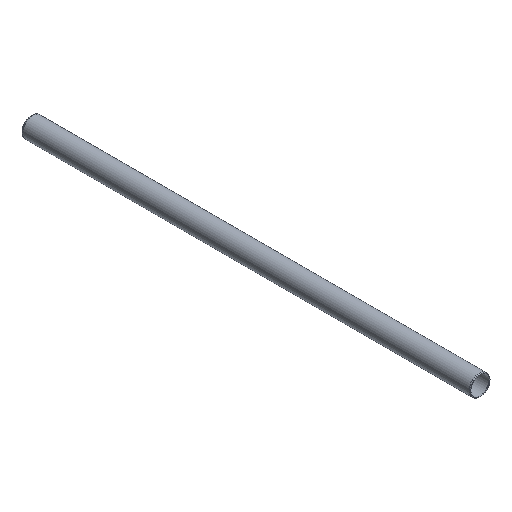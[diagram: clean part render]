
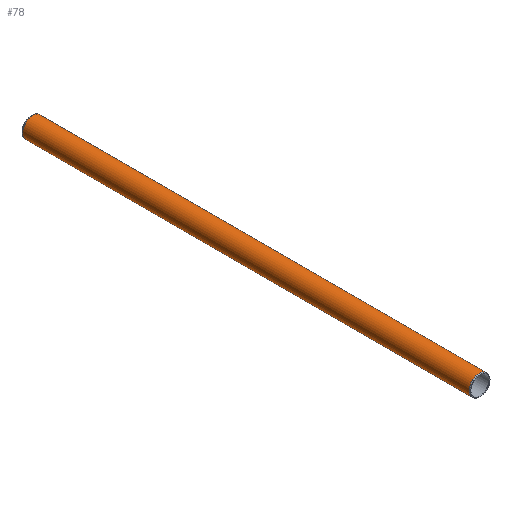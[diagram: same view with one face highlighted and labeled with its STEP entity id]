
A CAD part, isometric view. The second image highlights one B-rep face of the part: STEP entity #78.
In plain terms, the highlighted cylindrical face has radius 67.5 mm (diameter 135 mm), a full revolution.
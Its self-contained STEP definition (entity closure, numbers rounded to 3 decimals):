
#22=FACE_BOUND('',#38,.T.);
#28=FACE_OUTER_BOUND('',#37,.T.);
#37=EDGE_LOOP('',(#67));
#38=EDGE_LOOP('',(#68));
#46=CIRCLE('',#89,67.5);
#47=CIRCLE('',#91,67.5);
#52=VERTEX_POINT('',#131);
#53=VERTEX_POINT('',#134);
#58=EDGE_CURVE('',#52,#52,#46,.T.);
#59=EDGE_CURVE('',#53,#53,#47,.T.);
#67=ORIENTED_EDGE('',*,*,#58,.T.);
#68=ORIENTED_EDGE('',*,*,#59,.F.);
#74=CYLINDRICAL_SURFACE('',#90,67.5);
#78=ADVANCED_FACE('',(#28,#22),#74,.T.);
#89=AXIS2_PLACEMENT_3D('',#132,#109,#110);
#90=AXIS2_PLACEMENT_3D('',#133,#111,#112);
#91=AXIS2_PLACEMENT_3D('',#135,#113,#114);
#109=DIRECTION('center_axis',(0.,-1.,0.));
#110=DIRECTION('ref_axis',(1.,0.,0.));
#111=DIRECTION('center_axis',(0.,-1.,0.));
#112=DIRECTION('ref_axis',(1.,0.,0.));
#113=DIRECTION('center_axis',(0.,-1.,0.));
#114=DIRECTION('ref_axis',(1.,0.,0.));
#131=CARTESIAN_POINT('',(67.5,2993.,0.));
#132=CARTESIAN_POINT('Origin',(0.,2993.,0.));
#133=CARTESIAN_POINT('Origin',(0.,1500.,0.));
#134=CARTESIAN_POINT('',(67.5,7.,0.));
#135=CARTESIAN_POINT('Origin',(0.,7.,0.));
